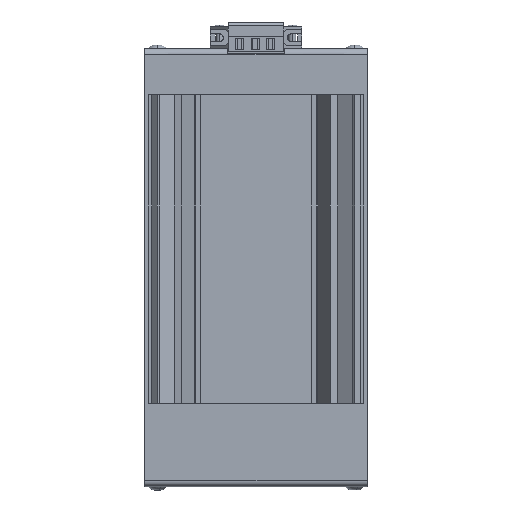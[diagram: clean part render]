
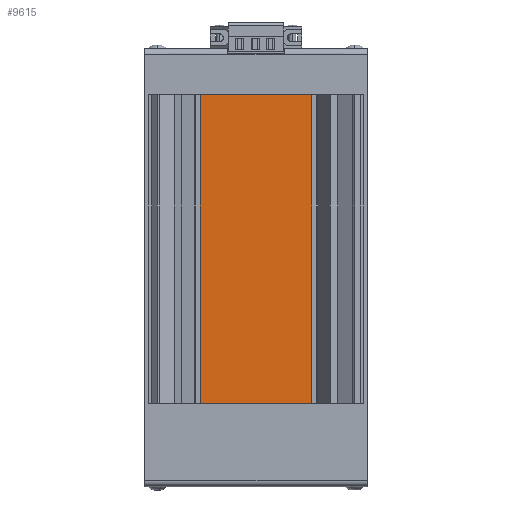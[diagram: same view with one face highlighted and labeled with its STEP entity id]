
A CAD part, front view. The second image highlights one B-rep face of the part: STEP entity #9615.
In plain terms, the highlighted planar face has unit normal (0, -1, 0).
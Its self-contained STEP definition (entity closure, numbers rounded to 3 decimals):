
#33 = CARTESIAN_POINT ( 'NONE',  ( -18., 11.8, 0. ) ) ;
#34 = DIRECTION ( 'NONE',  ( 0., 0., 1. ) ) ;
#277 = CARTESIAN_POINT ( 'NONE',  ( -18., 11.8, -100. ) ) ;
#720 = LINE ( 'NONE', #7386, #14867 ) ;
#931 = VERTEX_POINT ( 'NONE', #4223 ) ;
#1085 = DIRECTION ( 'NONE',  ( 1., 0., 0. ) ) ;
#1120 = CARTESIAN_POINT ( 'NONE',  ( -18., 11.8, -100. ) ) ;
#1180 = VERTEX_POINT ( 'NONE', #277 ) ;
#1214 = DIRECTION ( 'NONE',  ( 0., 0., 1. ) ) ;
#2327 = DIRECTION ( 'NONE',  ( 1., 0., 0. ) ) ;
#2571 = EDGE_CURVE ( 'NONE', #1180, #931, #10266, .T. ) ;
#2644 = ORIENTED_EDGE ( 'NONE', *, *, #2571, .T. ) ;
#2848 = LINE ( 'NONE', #7466, #12276 ) ;
#3805 = VERTEX_POINT ( 'NONE', #33 ) ;
#4223 = CARTESIAN_POINT ( 'NONE',  ( 18., 11.8, -100. ) ) ;
#4260 = DIRECTION ( 'NONE',  ( 0., -1., 0. ) ) ;
#4396 = ORIENTED_EDGE ( 'NONE', *, *, #14213, .T. ) ;
#4402 = CARTESIAN_POINT ( 'NONE',  ( -18., 11.8, -100. ) ) ;
#4614 = LINE ( 'NONE', #13836, #12742 ) ;
#5063 = EDGE_CURVE ( 'NONE', #1180, #3805, #2848, .T. ) ;
#5173 = DIRECTION ( 'NONE',  ( 1., 0., 0. ) ) ;
#5604 = ORIENTED_EDGE ( 'NONE', *, *, #5063, .F. ) ;
#6327 = VECTOR ( 'NONE', #2327, 1000. ) ;
#7386 = CARTESIAN_POINT ( 'NONE',  ( -18., 11.8, 0. ) ) ;
#7466 = CARTESIAN_POINT ( 'NONE',  ( -18., 11.8, -100. ) ) ;
#7747 = FACE_OUTER_BOUND ( 'NONE', #13676, .T. ) ;
#9261 = CARTESIAN_POINT ( 'NONE',  ( 18., 11.8, 0. ) ) ;
#9615 = ADVANCED_FACE ( 'NONE', ( #7747 ), #12490, .T. ) ;
#10266 = LINE ( 'NONE', #1120, #6327 ) ;
#11806 = ORIENTED_EDGE ( 'NONE', *, *, #13604, .F. ) ;
#12276 = VECTOR ( 'NONE', #34, 1000. ) ;
#12280 = VERTEX_POINT ( 'NONE', #9261 ) ;
#12490 = PLANE ( 'NONE',  #14259 ) ;
#12742 = VECTOR ( 'NONE', #1214, 1000. ) ;
#13604 = EDGE_CURVE ( 'NONE', #3805, #12280, #720, .T. ) ;
#13676 = EDGE_LOOP ( 'NONE', ( #11806, #5604, #2644, #4396 ) ) ;
#13836 = CARTESIAN_POINT ( 'NONE',  ( 18., 11.8, -100. ) ) ;
#14213 = EDGE_CURVE ( 'NONE', #931, #12280, #4614, .T. ) ;
#14259 = AXIS2_PLACEMENT_3D ( 'NONE', #4402, #4260, #1085 ) ;
#14867 = VECTOR ( 'NONE', #5173, 1000. ) ;
